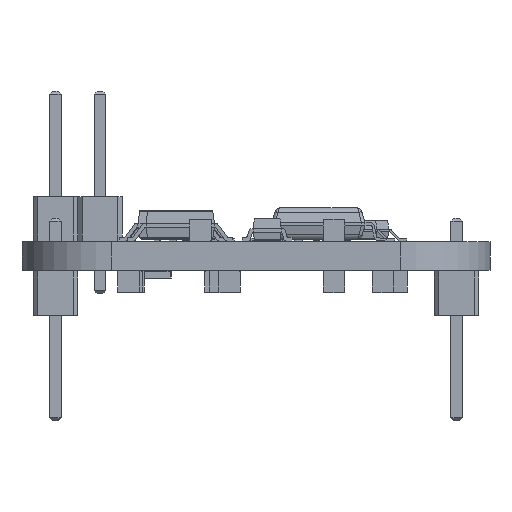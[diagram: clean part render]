
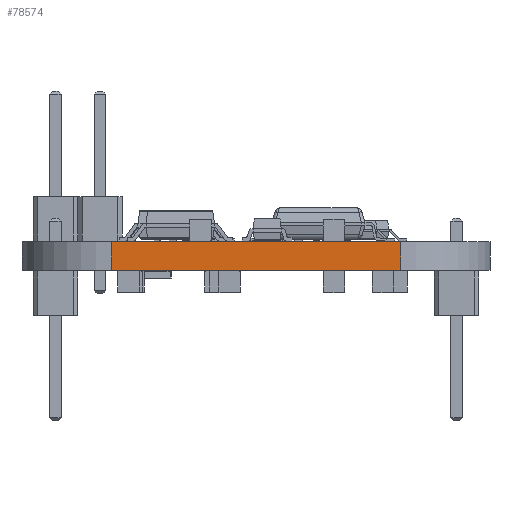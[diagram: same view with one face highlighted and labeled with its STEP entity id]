
A CAD part, front view. The second image highlights one B-rep face of the part: STEP entity #78574.
In plain terms, the highlighted planar face has unit normal (0, -1, 0).
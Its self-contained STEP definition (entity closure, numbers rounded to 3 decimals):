
#76906 = VERTEX_POINT('',#76907);
#76907 = CARTESIAN_POINT('',(19.685,-84.455,0.));
#76914 = EDGE_CURVE('',#76906,#76915,#76917,.T.);
#76915 = VERTEX_POINT('',#76916);
#76916 = CARTESIAN_POINT('',(3.175,-84.455,0.));
#76917 = LINE('',#76918,#76919);
#76918 = CARTESIAN_POINT('',(19.685,-84.455,0.));
#76919 = VECTOR('',#76920,1.);
#76920 = DIRECTION('',(-1.,0.,0.));
#77701 = VERTEX_POINT('',#77702);
#77702 = CARTESIAN_POINT('',(19.685,-84.455,1.6));
#77709 = EDGE_CURVE('',#77701,#77710,#77712,.T.);
#77710 = VERTEX_POINT('',#77711);
#77711 = CARTESIAN_POINT('',(3.175,-84.455,1.6));
#77712 = LINE('',#77713,#77714);
#77713 = CARTESIAN_POINT('',(19.685,-84.455,1.6));
#77714 = VECTOR('',#77715,1.);
#77715 = DIRECTION('',(-1.,0.,0.));
#78544 = EDGE_CURVE('',#76915,#77710,#78545,.T.);
#78545 = LINE('',#78546,#78547);
#78546 = CARTESIAN_POINT('',(3.175,-84.455,0.));
#78547 = VECTOR('',#78548,1.);
#78548 = DIRECTION('',(0.,0.,1.));
#78563 = EDGE_CURVE('',#76906,#77701,#78564,.T.);
#78564 = LINE('',#78565,#78566);
#78565 = CARTESIAN_POINT('',(19.685,-84.455,0.));
#78566 = VECTOR('',#78567,1.);
#78567 = DIRECTION('',(0.,0.,1.));
#78574 = ADVANCED_FACE('',(#78575),#78581,.T.);
#78575 = FACE_BOUND('',#78576,.T.);
#78576 = EDGE_LOOP('',(#78577,#78578,#78579,#78580));
#78577 = ORIENTED_EDGE('',*,*,#78563,.T.);
#78578 = ORIENTED_EDGE('',*,*,#77709,.T.);
#78579 = ORIENTED_EDGE('',*,*,#78544,.F.);
#78580 = ORIENTED_EDGE('',*,*,#76914,.F.);
#78581 = PLANE('',#78582);
#78582 = AXIS2_PLACEMENT_3D('',#78583,#78584,#78585);
#78583 = CARTESIAN_POINT('',(19.685,-84.455,0.));
#78584 = DIRECTION('',(0.,-1.,0.));
#78585 = DIRECTION('',(-1.,0.,0.));
